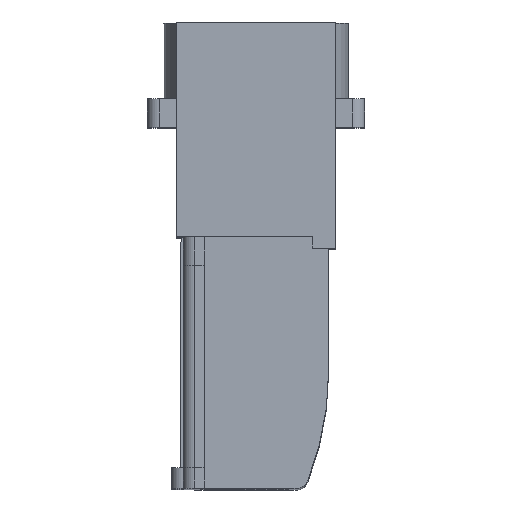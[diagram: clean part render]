
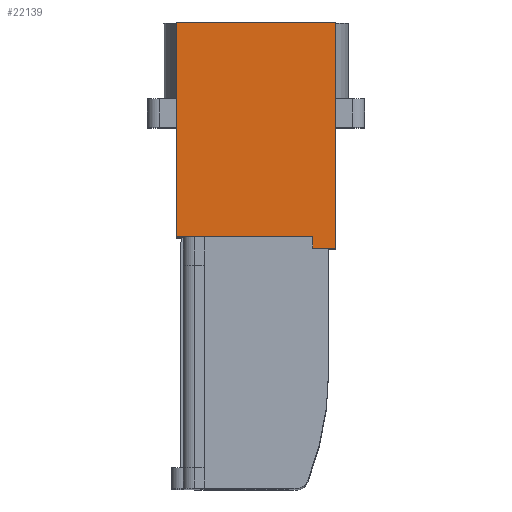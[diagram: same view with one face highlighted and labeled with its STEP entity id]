
A CAD part, top view. The second image highlights one B-rep face of the part: STEP entity #22139.
In plain terms, the highlighted face is planar.
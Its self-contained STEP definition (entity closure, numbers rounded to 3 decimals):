
#401 = VERTEX_POINT ( 'NONE', #31483 ) ;
#3474 = DIRECTION ( 'NONE',  ( 0., 0., 1. ) ) ;
#3524 = CARTESIAN_POINT ( 'NONE',  ( -34.5, 18.6, 6.9 ) ) ;
#4145 = PLANE ( 'NONE',  #44282 ) ;
#5271 = DIRECTION ( 'NONE',  ( 0., -1., 0. ) ) ;
#6816 = VERTEX_POINT ( 'NONE', #35470 ) ;
#10822 = LINE ( 'NONE', #33012, #11695 ) ;
#10890 = VERTEX_POINT ( 'NONE', #47125 ) ;
#11467 = EDGE_LOOP ( 'NONE', ( #34468, #27304, #56919, #14704, #42238, #27494 ) ) ;
#11695 = VECTOR ( 'NONE', #15097, 1000. ) ;
#13091 = LINE ( 'NONE', #36445, #42254 ) ;
#14704 = ORIENTED_EDGE ( 'NONE', *, *, #44904, .T. ) ;
#15097 = DIRECTION ( 'NONE',  ( 0., -1., 0. ) ) ;
#16039 = DIRECTION ( 'NONE',  ( 0., 0., -1. ) ) ;
#16854 = CARTESIAN_POINT ( 'NONE',  ( -34.5, 19.6, -6.9 ) ) ;
#18433 = DIRECTION ( 'NONE',  ( 0., 1., 0. ) ) ;
#19141 = DIRECTION ( 'NONE',  ( 0., -1., 0. ) ) ;
#19972 = LINE ( 'NONE', #33335, #53828 ) ;
#22139 = ADVANCED_FACE ( 'NONE', ( #32399 ), #4145, .F. ) ;
#22622 = CARTESIAN_POINT ( 'NONE',  ( -34.5, 0., -6.9 ) ) ;
#27304 = ORIENTED_EDGE ( 'NONE', *, *, #31555, .F. ) ;
#27494 = ORIENTED_EDGE ( 'NONE', *, *, #57093, .F. ) ;
#27939 = CARTESIAN_POINT ( 'NONE',  ( -34.5, 0., 6.9 ) ) ;
#29566 = VERTEX_POINT ( 'NONE', #35080 ) ;
#30962 = EDGE_CURVE ( 'NONE', #50067, #6816, #10822, .T. ) ;
#31168 = VECTOR ( 'NONE', #51301, 1000. ) ;
#31483 = CARTESIAN_POINT ( 'NONE',  ( -34.5, 19.6, -4.9 ) ) ;
#31555 = EDGE_CURVE ( 'NONE', #6816, #29566, #54974, .T. ) ;
#32399 = FACE_OUTER_BOUND ( 'NONE', #11467, .T. ) ;
#33012 = CARTESIAN_POINT ( 'NONE',  ( -34.5, 0., 6.9 ) ) ;
#33335 = CARTESIAN_POINT ( 'NONE',  ( -34.5, 18.6, 6.9 ) ) ;
#34468 = ORIENTED_EDGE ( 'NONE', *, *, #40829, .T. ) ;
#35049 = LINE ( 'NONE', #16854, #46911 ) ;
#35080 = CARTESIAN_POINT ( 'NONE',  ( -34.5, 0., -6.9 ) ) ;
#35470 = CARTESIAN_POINT ( 'NONE',  ( -34.5, 0., 6.9 ) ) ;
#36445 = CARTESIAN_POINT ( 'NONE',  ( -34.5, 19.6, -4.9 ) ) ;
#36846 = VERTEX_POINT ( 'NONE', #39371 ) ;
#39371 = CARTESIAN_POINT ( 'NONE',  ( -34.5, 19.6, -6.9 ) ) ;
#40829 = EDGE_CURVE ( 'NONE', #36846, #29566, #45656, .T. ) ;
#41191 = CARTESIAN_POINT ( 'NONE',  ( -34.5, 0., 6.9 ) ) ;
#42238 = ORIENTED_EDGE ( 'NONE', *, *, #45523, .F. ) ;
#42254 = VECTOR ( 'NONE', #19141, 1000. ) ;
#44282 = AXIS2_PLACEMENT_3D ( 'NONE', #41191, #59703, #18433 ) ;
#44904 = EDGE_CURVE ( 'NONE', #50067, #10890, #19972, .T. ) ;
#45523 = EDGE_CURVE ( 'NONE', #401, #10890, #13091, .T. ) ;
#45656 = LINE ( 'NONE', #22622, #58339 ) ;
#46911 = VECTOR ( 'NONE', #3474, 1000. ) ;
#47125 = CARTESIAN_POINT ( 'NONE',  ( -34.5, 18.6, -4.9 ) ) ;
#50067 = VERTEX_POINT ( 'NONE', #3524 ) ;
#51301 = DIRECTION ( 'NONE',  ( 0., 0., -1. ) ) ;
#53828 = VECTOR ( 'NONE', #16039, 1000. ) ;
#54974 = LINE ( 'NONE', #27939, #31168 ) ;
#56919 = ORIENTED_EDGE ( 'NONE', *, *, #30962, .F. ) ;
#57093 = EDGE_CURVE ( 'NONE', #36846, #401, #35049, .T. ) ;
#58339 = VECTOR ( 'NONE', #5271, 1000. ) ;
#59703 = DIRECTION ( 'NONE',  ( 1., 0., 0. ) ) ;
